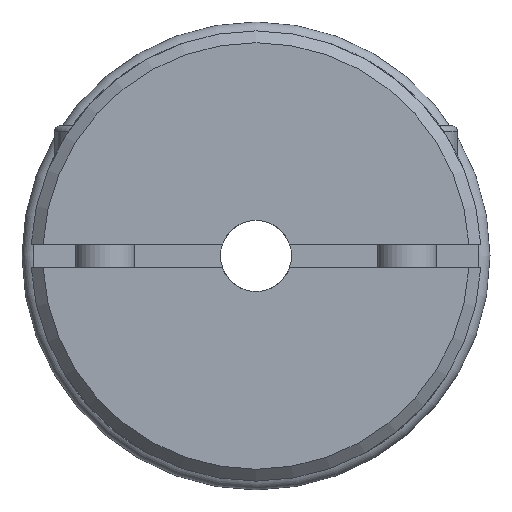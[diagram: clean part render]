
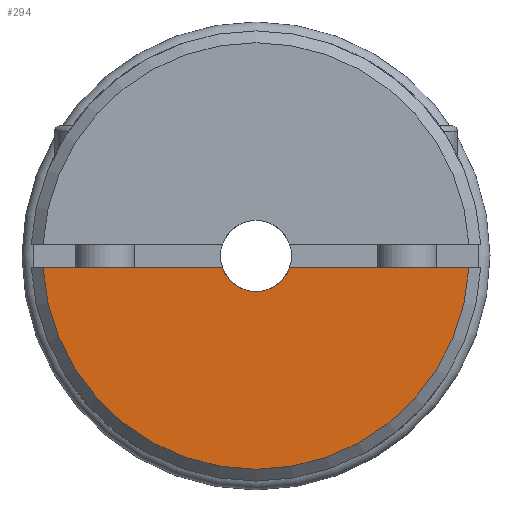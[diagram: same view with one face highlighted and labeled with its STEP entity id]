
A CAD part, left-side view. The second image highlights one B-rep face of the part: STEP entity #294.
In plain terms, the highlighted planar face has unit normal (-1, 0, 0).
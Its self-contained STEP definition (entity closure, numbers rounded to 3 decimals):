
#294 = ADVANCED_FACE( '', ( #734 ), #735, .T. );
#734 = FACE_OUTER_BOUND( '', #1359, .T. );
#735 = PLANE( '', #1360 );
#1359 = EDGE_LOOP( '', ( #2155, #2156, #2157, #2158 ) );
#1360 = AXIS2_PLACEMENT_3D( '', #2159, #2160, #2161 );
#2155 = ORIENTED_EDGE( '', *, *, #3134, .F. );
#2156 = ORIENTED_EDGE( '', *, *, #3225, .F. );
#2157 = ORIENTED_EDGE( '', *, *, #3226, .F. );
#2158 = ORIENTED_EDGE( '', *, *, #3227, .T. );
#2159 = CARTESIAN_POINT( '', ( -33.835, 0., 3. ) );
#2160 = DIRECTION( '', ( -1., 0., 0. ) );
#2161 = DIRECTION( '', ( 0., -1., 0. ) );
#3134 = EDGE_CURVE( '', #3654, #3647, #3656, .T. );
#3225 = EDGE_CURVE( '', #3802, #3654, #3803, .T. );
#3226 = EDGE_CURVE( '', #3804, #3802, #3805, .T. );
#3227 = EDGE_CURVE( '', #3804, #3647, #3806, .T. );
#3647 = VERTEX_POINT( '', #4337 );
#3654 = VERTEX_POINT( '', #4347 );
#3656 = LINE( '', #4349, #4350 );
#3802 = VERTEX_POINT( '', #4598 );
#3803 = CIRCLE( '', #4599, 18. );
#3804 = VERTEX_POINT( '', #4600 );
#3805 = LINE( '', #4601, #4602 );
#3806 = CIRCLE( '', #4603, 3. );
#4337 = CARTESIAN_POINT( '', ( -33.835, 2.828, -1. ) );
#4347 = CARTESIAN_POINT( '', ( -33.835, 17.972, -1. ) );
#4349 = CARTESIAN_POINT( '', ( -33.835, 0., -1. ) );
#4350 = VECTOR( '', #5604, 1000. );
#4598 = CARTESIAN_POINT( '', ( -33.835, -17.972, -1. ) );
#4599 = AXIS2_PLACEMENT_3D( '', #5734, #5735, #5736 );
#4600 = CARTESIAN_POINT( '', ( -33.835, -2.828, -1. ) );
#4601 = CARTESIAN_POINT( '', ( -33.835, 0., -1. ) );
#4602 = VECTOR( '', #5737, 1000. );
#4603 = AXIS2_PLACEMENT_3D( '', #5738, #5739, #5740 );
#5604 = DIRECTION( '', ( 0., -1., 0. ) );
#5734 = CARTESIAN_POINT( '', ( -33.835, 0., 0. ) );
#5735 = DIRECTION( '', ( 1., 0., 0. ) );
#5736 = DIRECTION( '', ( 0., 0., 1. ) );
#5737 = DIRECTION( '', ( 0., -1., 0. ) );
#5738 = CARTESIAN_POINT( '', ( -33.835, 0., 0. ) );
#5739 = DIRECTION( '', ( 1., 0., 0. ) );
#5740 = DIRECTION( '', ( 0., 0., 1. ) );
